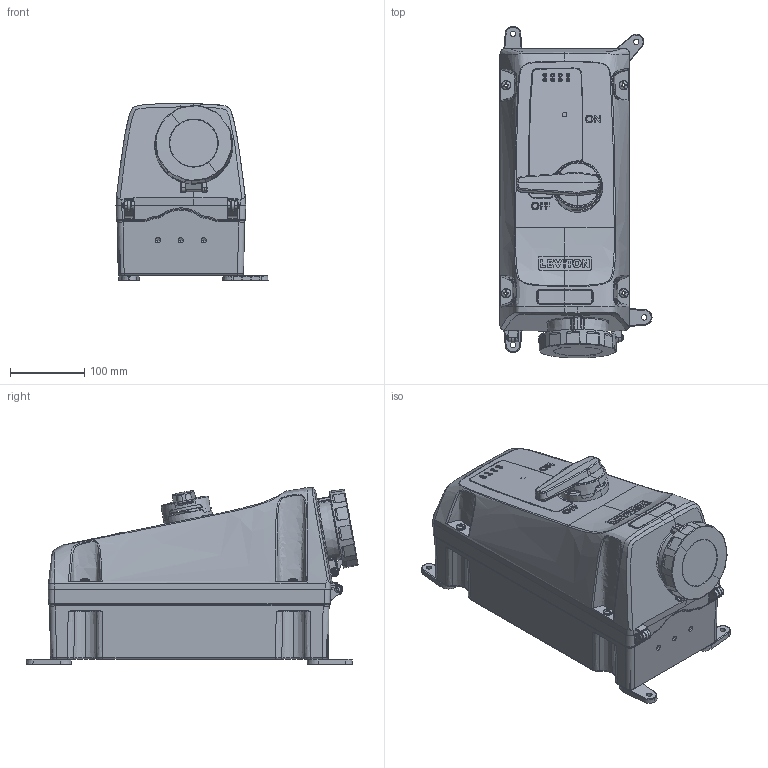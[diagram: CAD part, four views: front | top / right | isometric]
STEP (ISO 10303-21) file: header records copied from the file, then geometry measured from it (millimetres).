
FILE_DESCRIPTION (( 'STEP AP214' ), '1' );
FILE_NAME ('ORC5773-M01.STEP', '2025-01-03T20:58:26', ( '' ), ( '' ), 'SwSTEP 2.0', 'SolidWorks 2024', '' );
FILE_SCHEMA (( 'AUTOMOTIVE_DESIGN' ));
Length unit declared in the file: inch
Products named in the file (1): ORC5773-M01
Bounding box: 205.36 x 448.48 x 238.97 mm (x, y, z)
Surface area: 470252.7 mm2 (no closed solid volume)
Topology: 0 solids, 55 shells, 1250 faces, 4630 edges, 3347 vertices
Faces by surface type: plane 431, bspline 357, cylinder 166, cone 166, torus 102, sphere 28
Entity records: 80946 total; most frequent: CARTESIAN_POINT 46824, ORIENTED_EDGE 7156, DIRECTION 5859, EDGE_CURVE 4600, VERTEX_POINT 3347, AXIS2_PLACEMENT_3D 2215, B_SPLINE_CURVE_WITH_KNOTS 1580, VECTOR 1429
